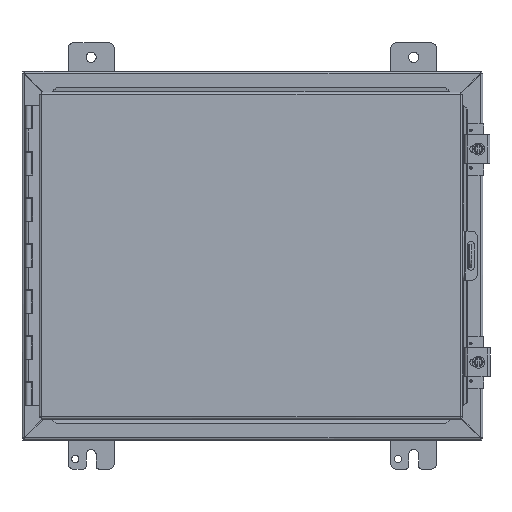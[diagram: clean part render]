
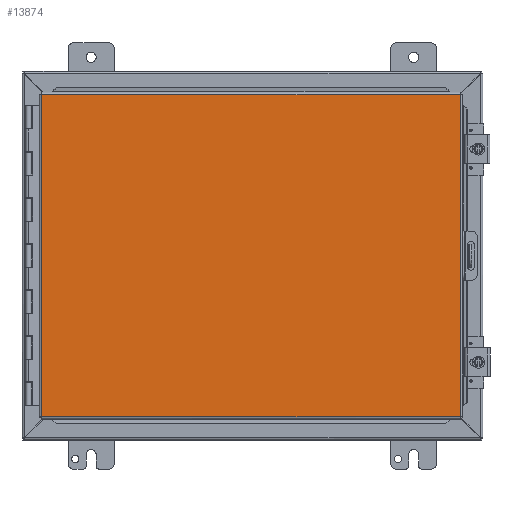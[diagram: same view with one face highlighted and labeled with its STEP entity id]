
A CAD part, top view. The second image highlights one B-rep face of the part: STEP entity #13874.
In plain terms, the highlighted face is planar.
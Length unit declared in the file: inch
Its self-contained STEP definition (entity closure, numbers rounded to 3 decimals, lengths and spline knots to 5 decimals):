
#13031=CARTESIAN_POINT('',(-9.08225,-6.9885,0.));
#13032=VERTEX_POINT('',#13031);
#13043=CARTESIAN_POINT('',(9.08225,-6.9885,0.));
#13044=VERTEX_POINT('',#13043);
#13045=CARTESIAN_POINT('',(9.08225,-6.9885,0.0));
#13046=DIRECTION('',(-1.0,0.0,0.0));
#13047=VECTOR('',#13046,18.1645);
#13048=LINE('',#13045,#13047);
#13049=EDGE_CURVE('',#13044,#13032,#13048,.T.);
#13165=CARTESIAN_POINT('',(-9.08225,6.9885,0.));
#13166=VERTEX_POINT('',#13165);
#13264=CARTESIAN_POINT('',(9.08225,6.9885,0.));
#13265=VERTEX_POINT('',#13264);
#13276=CARTESIAN_POINT('',(-9.08225,6.9885,0.0));
#13277=DIRECTION('',(1.0,0.0,0.0));
#13278=VECTOR('',#13277,18.1645);
#13279=LINE('',#13276,#13278);
#13280=EDGE_CURVE('',#13166,#13265,#13279,.T.);
#13585=CARTESIAN_POINT('',(-9.08225,-6.9885,0.0));
#13586=DIRECTION('',(0.0,1.0,0.0));
#13587=VECTOR('',#13586,13.977);
#13588=LINE('',#13585,#13587);
#13589=EDGE_CURVE('',#13032,#13166,#13588,.T.);
#13679=CARTESIAN_POINT('',(9.08225,6.9885,0.0));
#13680=DIRECTION('',(0.0,-1.0,0.0));
#13681=VECTOR('',#13680,13.977);
#13682=LINE('',#13679,#13681);
#13683=EDGE_CURVE('',#13265,#13044,#13682,.T.);
#13863=CARTESIAN_POINT('',(0.0,0.,0.0));
#13864=DIRECTION('',(0.0,0.0,1.0));
#13865=DIRECTION('',(1.0,0.0,0.0));
#13866=AXIS2_PLACEMENT_3D('',#13863,#13864,#13865);
#13867=PLANE('',#13866);
#13868=ORIENTED_EDGE('',*,*,#13589,.T.);
#13869=ORIENTED_EDGE('',*,*,#13280,.T.);
#13870=ORIENTED_EDGE('',*,*,#13683,.T.);
#13871=ORIENTED_EDGE('',*,*,#13049,.T.);
#13872=EDGE_LOOP('',(#13868,#13869,#13870,#13871));
#13873=FACE_OUTER_BOUND('',#13872,.T.);
#13874=ADVANCED_FACE('',(#13873),#13867,.F.);
